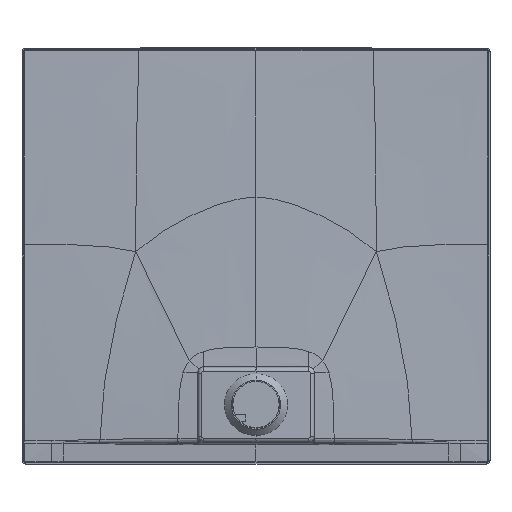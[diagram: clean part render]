
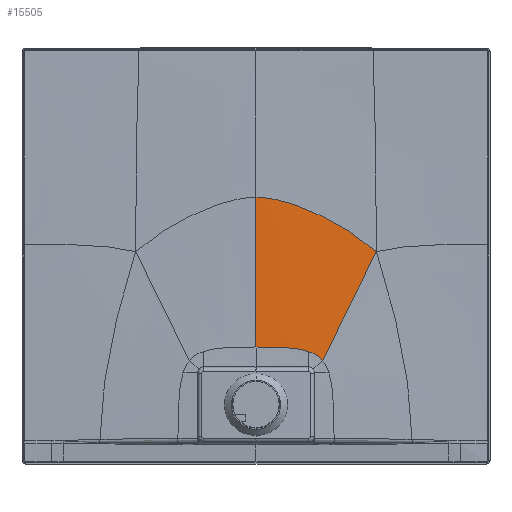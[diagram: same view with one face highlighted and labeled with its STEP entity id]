
A CAD part, front view. The second image highlights one B-rep face of the part: STEP entity #15505.
In plain terms, the highlighted free-form (B-spline) face has degree [3, 3] with [9, 8] control points.
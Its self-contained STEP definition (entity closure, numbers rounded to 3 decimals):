
#4599=CARTESIAN_POINT('',(0.,-9.599,
512.569));
#4621=CARTESIAN_POINT('',(231.383,-8.279,408.37));
#4622=CARTESIAN_POINT('',(221.362,-8.391,417.192));
#4623=CARTESIAN_POINT('',(201.241,-8.587,433.133));
#4624=CARTESIAN_POINT('',(161.239,-8.894,459.336));
#4625=CARTESIAN_POINT('',(112.29,-9.197,484.741));
#4626=CARTESIAN_POINT('',(55.299,-9.504,506.641));
#4627=CARTESIAN_POINT('',(18.267,-9.599,512.569));
#4628=CARTESIAN_POINT('',(0.,-9.599,
512.569));
#4652=DIRECTION('',(0.,-0.023,-1.));
#4653=VECTOR('',#4652,287.576);
#4654=CARTESIAN_POINT('',(0.,-9.599,
512.569));
#4655=LINE('',#4654,#4653);
#4679=CARTESIAN_POINT('',(231.383,-8.279,408.37));
#4680=CARTESIAN_POINT('',(227.991,-8.46,401.907));
#4681=CARTESIAN_POINT('',(221.373,-8.826,389.254));
#4682=CARTESIAN_POINT('',(208.922,-9.572,365.185));
#4683=CARTESIAN_POINT('',(189.38,-10.889,326.566));
#4684=CARTESIAN_POINT('',(167.809,-12.67,281.14));
#4685=CARTESIAN_POINT('',(147.264,-14.525,236.252));
#4686=CARTESIAN_POINT('',(134.631,-15.647,210.37));
#4687=CARTESIAN_POINT('',(128.377,-16.197,198.395));
#4706=CARTESIAN_POINT('',(231.383,-8.279,408.37));
#4782=CARTESIAN_POINT('',(101.03,-16.199,216.297));
#4783=CARTESIAN_POINT('',(106.844,-16.198,214.314));
#4784=CARTESIAN_POINT('',(117.11,-16.198,209.473));
#4785=CARTESIAN_POINT('',(124.971,-16.197,202.505));
#4786=CARTESIAN_POINT('',(128.377,-16.197,198.395));
#4803=CARTESIAN_POINT('',(0.,-16.199,
225.069));
#4804=CARTESIAN_POINT('',(11.658,-16.199,225.069));
#4805=CARTESIAN_POINT('',(33.167,-16.199,224.919));
#4806=CARTESIAN_POINT('',(60.433,-16.199,223.761));
#4807=CARTESIAN_POINT('',(83.12,-16.199,221.182));
#4808=CARTESIAN_POINT('',(95.475,-16.199,218.192));
#4809=CARTESIAN_POINT('',(101.03,-16.199,216.297));
#6163=VERTEX_POINT('',#4706);
#6169=VERTEX_POINT('',#4599);
#6173=CARTESIAN_POINT('',(0.,-16.199,
225.069));
#6174=VERTEX_POINT('',#6173);
#6177=VERTEX_POINT('',#4687);
#6178=VERTEX_POINT('',#4782);
#15422=CARTESIAN_POINT('',(-1.331,-16.265,
222.194));
#15423=CARTESIAN_POINT('',(16.978,-16.265,
222.2));
#15424=CARTESIAN_POINT('',(48.741,-16.265,
221.973));
#15425=CARTESIAN_POINT('',(84.766,-16.263,
219.051));
#15426=CARTESIAN_POINT('',(106.489,-16.262,
212.995));
#15427=CARTESIAN_POINT('',(120.005,-16.262,
204.914));
#15428=CARTESIAN_POINT('',(125.549,-16.263,
199.545));
#15429=CARTESIAN_POINT('',(128.091,-16.263,
196.397));
#15430=CARTESIAN_POINT('',(-1.331,-15.693,
247.109));
#15431=CARTESIAN_POINT('',(16.971,-15.693,
247.138));
#15432=CARTESIAN_POINT('',(49.144,-15.695,
246.031));
#15433=CARTESIAN_POINT('',(86.676,-15.704,
239.774));
#15434=CARTESIAN_POINT('',(110.081,-15.71,
230.179));
#15435=CARTESIAN_POINT('',(125.186,-15.705,
219.255));
#15436=CARTESIAN_POINT('',(131.637,-15.697,
212.493));
#15437=CARTESIAN_POINT('',(134.68,-15.691,
208.643));
#15438=CARTESIAN_POINT('',(-1.327,-14.571,
295.983));
#15439=CARTESIAN_POINT('',(16.913,-14.571,
296.056));
#15440=CARTESIAN_POINT('',(49.85,-14.576,
293.226));
#15441=CARTESIAN_POINT('',(90.395,-14.6,
280.652));
#15442=CARTESIAN_POINT('',(117.171,-14.613,
264.694));
#15443=CARTESIAN_POINT('',(135.434,-14.592,
248.894));
#15444=CARTESIAN_POINT('',(143.685,-14.565,
239.786));
#15445=CARTESIAN_POINT('',(147.724,-14.546,
234.745));
#15446=CARTESIAN_POINT('',(-1.311,-12.899,
368.814));
#15447=CARTESIAN_POINT('',(16.692,-12.899,
368.945));
#15448=CARTESIAN_POINT('',(50.582,-12.895,
363.872));
#15449=CARTESIAN_POINT('',(95.82,-12.891,
343.471));
#15450=CARTESIAN_POINT('',(128.241,-12.864,
320.029));
#15451=CARTESIAN_POINT('',(151.868,-12.782,
298.506));
#15452=CARTESIAN_POINT('',(163.146,-12.709,
286.525));
#15453=CARTESIAN_POINT('',(168.842,-12.661,
279.955));
#15454=CARTESIAN_POINT('',(-1.304,-11.524,
428.709));
#15455=CARTESIAN_POINT('',(16.592,-11.525,
428.867));
#15456=CARTESIAN_POINT('',(51.375,-11.493,
422.722));
#15457=CARTESIAN_POINT('',(100.939,-11.395,
398.879));
#15458=CARTESIAN_POINT('',(139.152,-11.269,
372.068));
#15459=CARTESIAN_POINT('',(168.639,-11.088,
347.169));
#15460=CARTESIAN_POINT('',(183.247,-10.955,
333.016));
#15461=CARTESIAN_POINT('',(190.736,-10.874,
325.147));
#15462=CARTESIAN_POINT('',(-1.323,-10.562,
470.636));
#15463=CARTESIAN_POINT('',(16.819,-10.563,
470.797));
#15464=CARTESIAN_POINT('',(52.7,-10.501,
464.563));
#15465=CARTESIAN_POINT('',(105.925,-10.302,
440.795));
#15466=CARTESIAN_POINT('',(149.18,-10.086,
413.935));
#15467=CARTESIAN_POINT('',(183.947,-9.831,
387.798));
#15468=CARTESIAN_POINT('',(201.52,-9.657,
372.346));
#15469=CARTESIAN_POINT('',(210.559,-9.554,
363.612));
#15470=CARTESIAN_POINT('',(-1.344,-9.997,
495.232));
#15471=CARTESIAN_POINT('',(17.08,-9.999,
495.389));
#15472=CARTESIAN_POINT('',(53.818,-9.918,
489.296));
#15473=CARTESIAN_POINT('',(109.439,-9.654,
466.295));
#15474=CARTESIAN_POINT('',(155.945,-9.386,
440.085));
#15475=CARTESIAN_POINT('',(194.093,-9.094,
413.564));
#15476=CARTESIAN_POINT('',(213.525,-8.901,
397.44));
#15477=CARTESIAN_POINT('',(223.513,-8.786,
388.237));
#15478=CARTESIAN_POINT('',(-1.358,-9.707,
507.848));
#15479=CARTESIAN_POINT('',(17.264,-9.71,
508.002));
#15480=CARTESIAN_POINT('',(54.529,-9.619,
502.046));
#15481=CARTESIAN_POINT('',(111.477,-9.321,
479.683));
#15482=CARTESIAN_POINT('',(159.748,-9.027,
454.03));
#15483=CARTESIAN_POINT('',(199.708,-8.72,
427.422));
#15484=CARTESIAN_POINT('',(220.115,-8.519,
410.985));
#15485=CARTESIAN_POINT('',(230.594,-8.399,
401.559));
#15486=CARTESIAN_POINT('',(-1.367,-9.555,
514.475));
#15487=CARTESIAN_POINT('',(17.376,-9.558,
514.627));
#15488=CARTESIAN_POINT('',(54.944,-9.461,
508.759));
#15489=CARTESIAN_POINT('',(112.617,-9.146,
486.789));
#15490=CARTESIAN_POINT('',(161.839,-8.84,
461.482));
#15491=CARTESIAN_POINT('',(202.761,-8.526,
434.851));
#15492=CARTESIAN_POINT('',(223.68,-8.321,
418.259));
#15493=CARTESIAN_POINT('',(234.414,-8.199,
408.721));
#15494=B_SPLINE_SURFACE_WITH_KNOTS('',3,3,((#15422,#15423,#15424,#15425,#15426,
#15427,#15428,#15429),(#15430,#15431,#15432,#15433,#15434,#15435,#15436,#15437),
(#15438,#15439,#15440,#15441,#15442,#15443,#15444,#15445),(#15446,#15447,#15448,
#15449,#15450,#15451,#15452,#15453),(#15454,#15455,#15456,#15457,#15458,#15459,
#15460,#15461),(#15462,#15463,#15464,#15465,#15466,#15467,#15468,#15469),
(#15470,#15471,#15472,#15473,#15474,#15475,#15476,#15477),(#15478,#15479,#15480,
#15481,#15482,#15483,#15484,#15485),(#15486,#15487,#15488,#15489,#15490,#15491,
#15492,#15493)),.UNSPECIFIED.,.F.,.F.,.F.,(4,1,1,1,1,1,4),(4,1,1,1,1,4),(
-0.005,0.125,0.25,0.375,0.438,0.469,0.503),
(-0.003,0.125,0.25,0.375,0.438,0.504),
.UNSPECIFIED.);
#15495=ORIENTED_EDGE('',*,*,#15410,.F.);
#15496=ORIENTED_EDGE('',*,*,#15233,.F.);
#15498=ORIENTED_EDGE('',*,*,#15497,.T.);
#15500=ORIENTED_EDGE('',*,*,#15499,.F.);
#15502=ORIENTED_EDGE('',*,*,#15501,.F.);
#15503=EDGE_LOOP('',(#15495,#15496,#15498,#15500,#15502));
#15504=FACE_OUTER_BOUND('',#15503,.F.);
#15505=ADVANCED_FACE('',(#15504),#15494,.F.);
#4629=B_SPLINE_CURVE_WITH_KNOTS('',3,(#4621,#4622,#4623,#4624,#4625,#4626,#4627,
#4628),.UNSPECIFIED.,.F.,.F.,(4,1,1,1,1,4),(0.,0.125,
0.25,0.5,0.75,1.),.UNSPECIFIED.);
#4688=B_SPLINE_CURVE_WITH_KNOTS('',3,(#4679,#4680,#4681,#4682,#4683,#4684,#4685,
#4686,#4687),.UNSPECIFIED.,.F.,.F.,(4,1,1,1,1,1,4),(0.,0.063,
0.125,0.25,0.5,0.75,1.),
.UNSPECIFIED.);
#4787=B_SPLINE_CURVE_WITH_KNOTS('',3,(#4782,#4783,#4784,#4785,#4786),
.UNSPECIFIED.,.F.,.F.,(4,1,4),(0.,0.5,1.),.UNSPECIFIED.);
#4810=B_SPLINE_CURVE_WITH_KNOTS('',3,(#4803,#4804,#4805,#4806,#4807,#4808,
#4809),.UNSPECIFIED.,.F.,.F.,(4,1,1,1,4),(0.,0.25,
0.5,0.75,1.),.UNSPECIFIED.);
#15233=EDGE_CURVE('',#6163,#6169,#4629,.T.);
#15410=EDGE_CURVE('',#6169,#6174,#4655,.T.);
#15497=EDGE_CURVE('',#6163,#6177,#4688,.T.);
#15499=EDGE_CURVE('',#6178,#6177,#4787,.T.);
#15501=EDGE_CURVE('',#6174,#6178,#4810,.T.);
